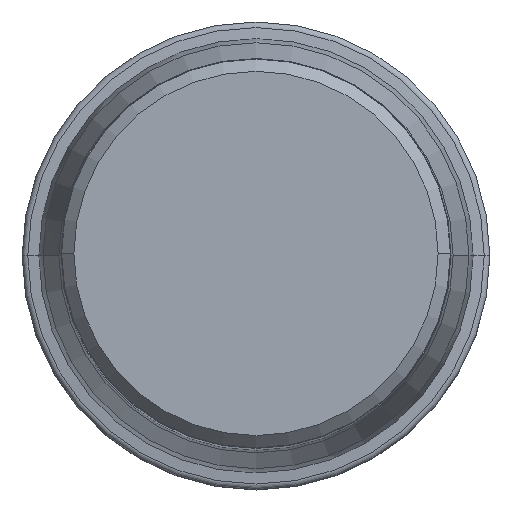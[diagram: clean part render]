
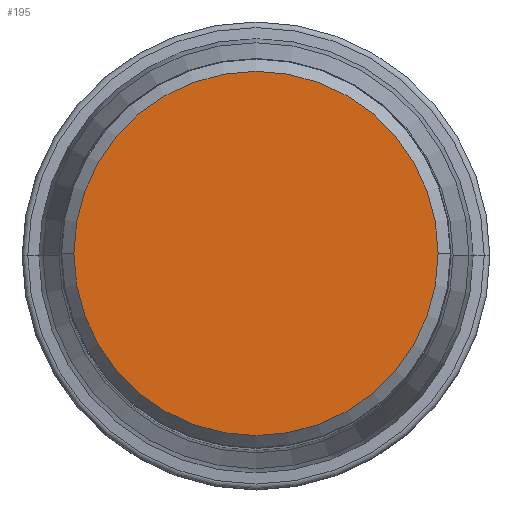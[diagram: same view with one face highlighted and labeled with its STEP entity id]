
A CAD part, top view. The second image highlights one B-rep face of the part: STEP entity #195.
In plain terms, the highlighted planar face has unit normal (0, 0, 1).
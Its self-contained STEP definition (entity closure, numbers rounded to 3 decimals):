
#130=FACE_OUTER_BOUND('',#270,.T.);
#195=ADVANCED_FACE('',(#130),#235,.F.);
#235=PLANE('',#1258);
#270=EDGE_LOOP('',(#422,#423));
#422=ORIENTED_EDGE('',*,*,#742,.T.);
#423=ORIENTED_EDGE('',*,*,#743,.T.);
#632=VERTEX_POINT('',#1981);
#633=VERTEX_POINT('',#1982);
#742=EDGE_CURVE('',#632,#633,#886,.T.);
#743=EDGE_CURVE('',#633,#632,#887,.T.);
#886=CIRCLE('',#1256,14.836);
#887=CIRCLE('',#1257,14.836);
#1256=AXIS2_PLACEMENT_3D('',#1980,#1555,#1556);
#1257=AXIS2_PLACEMENT_3D('',#1983,#1557,#1558);
#1258=AXIS2_PLACEMENT_3D('',#1984,#1559,#1560);
#1555=DIRECTION('',(0.,0.,1.));
#1556=DIRECTION('',(-1.,0.,0.));
#1557=DIRECTION('',(0.,0.,1.));
#1558=DIRECTION('',(1.,0.,0.));
#1559=DIRECTION('',(0.,0.,-1.));
#1560=DIRECTION('',(1.,0.,0.));
#1980=CARTESIAN_POINT('',(0.,0.,0.));
#1981=CARTESIAN_POINT('',(-14.836,0.,0.));
#1982=CARTESIAN_POINT('',(14.836,0.,0.));
#1983=CARTESIAN_POINT('',(0.,0.,0.));
#1984=CARTESIAN_POINT('',(0.,0.,0.));
